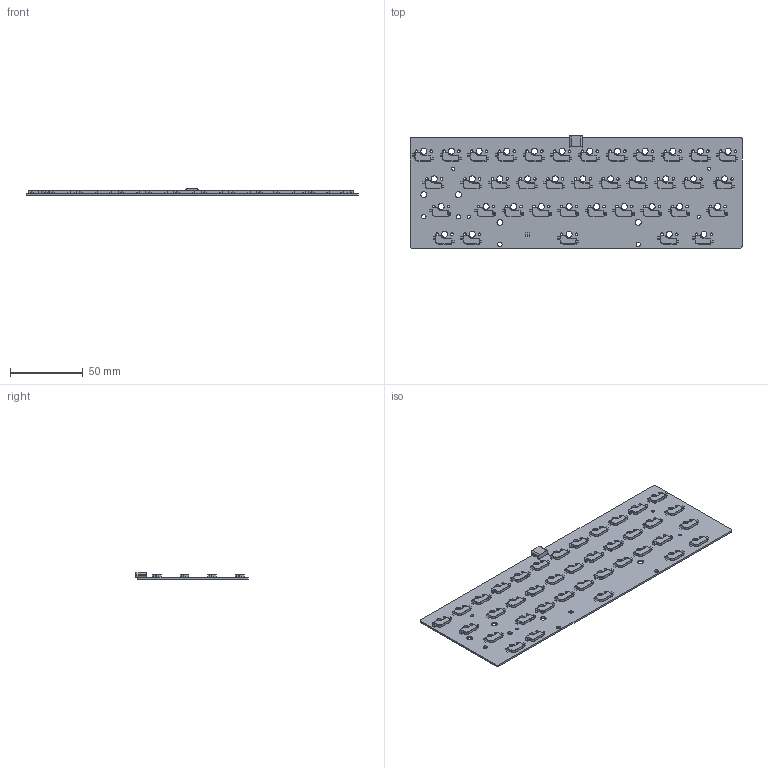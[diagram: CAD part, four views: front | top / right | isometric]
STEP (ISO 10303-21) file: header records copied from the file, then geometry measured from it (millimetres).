
FILE_DESCRIPTION(('KiCad electronic assembly'),'2;1');
FILE_NAME('Three_Octave_Sharp.step','2024-01-24T19:42:25',('Pcbnew'),( 'Kicad'),'Open CASCADE STEP processor 7.7','KiCad to STEP converter' ,'Unknown');
FILE_SCHEMA(('AUTOMOTIVE_DESIGN { 1 0 10303 214 1 1 1 1 }'));
Length unit declared in the file: millimetre
Products named in the file (6): Three_Octave_Sharp 1; Hot_Swap_Socket_CPG151101S11; HRO_TYPE-C-31-M-12-Body; Body; Three_Octave_Sharp PCB
Assembly tree (42 placements, depth 3):
  Three_Octave_Sharp 1
    Hot_Swap_Socket_CPG151101S11  x38
      Hot_Swap_Socket_CPG151101S11
    HRO_TYPE-C-31-M-12-Body
      Body
    Three_Octave_Sharp PCB
Bounding box: 228.6 x 77.2 x 4.45 mm (x, y, z)
Volume: 23675.9 mm3; surface area: 43333.5 mm2
Topology: 116 solids, 116 shells, 3762 faces, 8728 edges, 5274 vertices
Faces by surface type: plane 2443, cylinder 1091, torus 152, cone 76
Full cylindrical faces by diameter (mm): 0.3 x9, 0.65 x2, 1.75 x76, 2.2 x4, 2.9 x76, 3 x76, 3.05 x4, 4.05 x4, 4.1 x38
Entity records: 32433 total; most frequent: CARTESIAN_POINT 7871, DIRECTION 4448, LINE 2516, VECTOR 2516, ORIENTED_EDGE 2434, PCURVE 2434, DEFINITIONAL_REPRESENTATION 2434, EDGE_CURVE 1217
